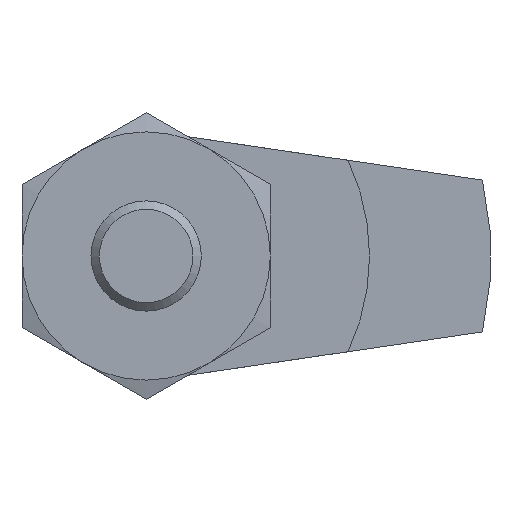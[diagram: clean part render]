
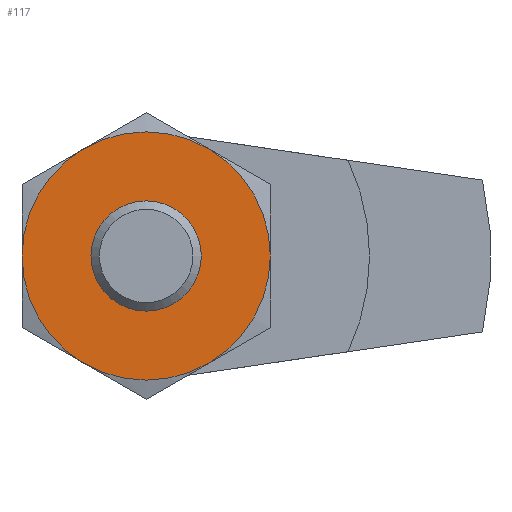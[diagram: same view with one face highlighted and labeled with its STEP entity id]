
A CAD part, front view. The second image highlights one B-rep face of the part: STEP entity #117.
In plain terms, the highlighted planar face has unit normal (0, -1, 0).
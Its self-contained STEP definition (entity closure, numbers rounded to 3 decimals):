
#117 = ADVANCED_FACE( '', ( #257, #258 ), #259, .F. );
#257 = FACE_BOUND( '', #420, .T. );
#258 = FACE_OUTER_BOUND( '', #421, .T. );
#259 = PLANE( '', #422 );
#420 = EDGE_LOOP( '', ( #695 ) );
#421 = EDGE_LOOP( '', ( #696, #697, #698, #699, #700, #701 ) );
#422 = AXIS2_PLACEMENT_3D( '', #702, #703, #704 );
#695 = ORIENTED_EDGE( '', *, *, #946, .F. );
#696 = ORIENTED_EDGE( '', *, *, #968, .T. );
#697 = ORIENTED_EDGE( '', *, *, #970, .T. );
#698 = ORIENTED_EDGE( '', *, *, #886, .T. );
#699 = ORIENTED_EDGE( '', *, *, #971, .T. );
#700 = ORIENTED_EDGE( '', *, *, #972, .T. );
#701 = ORIENTED_EDGE( '', *, *, #973, .T. );
#702 = CARTESIAN_POINT( '', ( 18., 0., 0. ) );
#703 = DIRECTION( '', ( 0., 1., 0. ) );
#704 = DIRECTION( '', ( 0., 0., 1. ) );
#886 = EDGE_CURVE( '', #1033, #1034, #1035, .T. );
#946 = EDGE_CURVE( '', #1130, #1130, #1131, .T. );
#968 = EDGE_CURVE( '', #1106, #1097, #1162, .T. );
#970 = EDGE_CURVE( '', #1097, #1033, #1164, .T. );
#971 = EDGE_CURVE( '', #1034, #1043, #1165, .T. );
#972 = EDGE_CURVE( '', #1043, #1134, #1166, .T. );
#973 = EDGE_CURVE( '', #1134, #1106, #1167, .T. );
#1033 = VERTEX_POINT( '', #1239 );
#1034 = VERTEX_POINT( '', #1240 );
#1035 = CIRCLE( '', #1241, 18. );
#1043 = VERTEX_POINT( '', #1260 );
#1097 = VERTEX_POINT( '', #1358 );
#1106 = VERTEX_POINT( '', #1388 );
#1130 = VERTEX_POINT( '', #1439 );
#1131 = CIRCLE( '', #1440, 6.5 );
#1134 = VERTEX_POINT( '', #1443 );
#1162 = CIRCLE( '', #1525, 18. );
#1164 = CIRCLE( '', #1527, 18. );
#1165 = CIRCLE( '', #1528, 18. );
#1166 = CIRCLE( '', #1529, 18. );
#1167 = CIRCLE( '', #1530, 18. );
#1239 = CARTESIAN_POINT( '', ( 9., 0., 15.588 ) );
#1240 = CARTESIAN_POINT( '', ( -9., 0., 15.588 ) );
#1241 = AXIS2_PLACEMENT_3D( '', #1603, #1604, #1605 );
#1260 = CARTESIAN_POINT( '', ( -18., 0., 0. ) );
#1358 = CARTESIAN_POINT( '', ( 18., 0., 0. ) );
#1388 = CARTESIAN_POINT( '', ( 9., 0., -15.588 ) );
#1439 = CARTESIAN_POINT( '', ( 0., 0., -6.5 ) );
#1440 = AXIS2_PLACEMENT_3D( '', #1660, #1661, #1662 );
#1443 = CARTESIAN_POINT( '', ( -9., 0., -15.588 ) );
#1525 = AXIS2_PLACEMENT_3D( '', #1674, #1675, #1676 );
#1527 = AXIS2_PLACEMENT_3D( '', #1677, #1678, #1679 );
#1528 = AXIS2_PLACEMENT_3D( '', #1680, #1681, #1682 );
#1529 = AXIS2_PLACEMENT_3D( '', #1683, #1684, #1685 );
#1530 = AXIS2_PLACEMENT_3D( '', #1686, #1687, #1688 );
#1603 = CARTESIAN_POINT( '', ( 0., 0., 0. ) );
#1604 = DIRECTION( '', ( 0., -1., 0. ) );
#1605 = DIRECTION( '', ( 0., 0., -1. ) );
#1660 = CARTESIAN_POINT( '', ( 0., 0., 0. ) );
#1661 = DIRECTION( '', ( 0., -1., 0. ) );
#1662 = DIRECTION( '', ( 0., 0., -1. ) );
#1674 = CARTESIAN_POINT( '', ( 0., 0., 0. ) );
#1675 = DIRECTION( '', ( 0., -1., 0. ) );
#1676 = DIRECTION( '', ( 0., 0., -1. ) );
#1677 = CARTESIAN_POINT( '', ( 0., 0., 0. ) );
#1678 = DIRECTION( '', ( 0., -1., 0. ) );
#1679 = DIRECTION( '', ( 0., 0., -1. ) );
#1680 = CARTESIAN_POINT( '', ( 0., 0., 0. ) );
#1681 = DIRECTION( '', ( 0., -1., 0. ) );
#1682 = DIRECTION( '', ( 0., 0., -1. ) );
#1683 = CARTESIAN_POINT( '', ( 0., 0., 0. ) );
#1684 = DIRECTION( '', ( 0., -1., 0. ) );
#1685 = DIRECTION( '', ( 0., 0., -1. ) );
#1686 = CARTESIAN_POINT( '', ( 0., 0., 0. ) );
#1687 = DIRECTION( '', ( 0., -1., 0. ) );
#1688 = DIRECTION( '', ( 0., 0., -1. ) );
